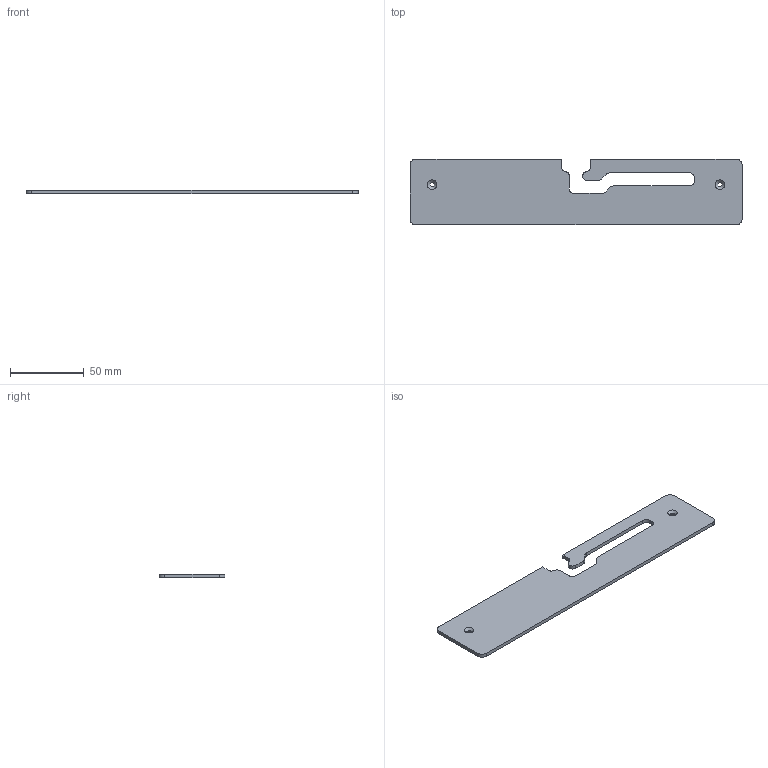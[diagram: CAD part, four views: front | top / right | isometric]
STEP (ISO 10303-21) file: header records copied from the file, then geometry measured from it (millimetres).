
FILE_DESCRIPTION(/* description */ (''),/* implementation_level */ '2;1');
FILE_NAME(/* name */ 'Pragma-Weight.step',/* time_stamp */ '2022-09-15T16:24:05-04:00',/* author */ (''),/* organization */ (''),/* preprocessor_version */ 'ST-DEVELOPER v19',/* originating_system */ 'Autodesk Translation Framework v11.7.0.108',/* authorisation */ '');
FILE_SCHEMA (('AUTOMOTIVE_DESIGN { 1 0 10303 214 3 1 1 }'));
Length unit declared in the file: millimetre
Products named in the file (1): Pragma-Weight
Bounding box: 225.2 x 44.7 x 2.5 mm (x, y, z)
Volume: 22604.8 mm3; surface area: 19962.7 mm2
Topology: 1 solids, 1 shells, 38 faces, 106 edges, 70 vertices
Faces by surface type: cylinder 18, plane 18, cone 2
Full cylindrical faces by diameter (mm): 3.2 x2
Entity records: 1280 total; most frequent: DIRECTION 222, CARTESIAN_POINT 215, ORIENTED_EDGE 212, EDGE_CURVE 106, AXIS2_PLACEMENT_3D 77, VERTEX_POINT 70, LINE 68, VECTOR 68
